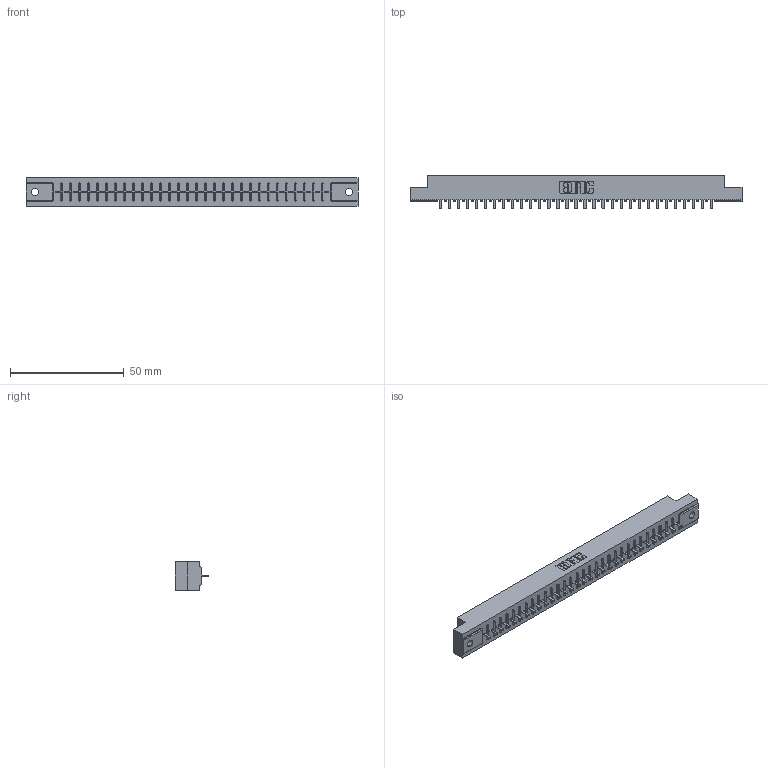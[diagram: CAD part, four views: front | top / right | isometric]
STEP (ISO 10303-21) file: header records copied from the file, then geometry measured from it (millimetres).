
FILE_DESCRIPTION (( 'STEP AP203' ), '1' );
FILE_NAME ('306-031-521-102.STEP', '2019-09-11T22:36:03', ( '' ), ( '' ), 'SwSTEP 2.0', 'SolidWorks 2016', '' );
FILE_SCHEMA (( 'CONFIG_CONTROL_DESIGN' ));
Length unit declared in the file: inch
Products named in the file (3): 306-290-001_121; 306-031-521-102; 306 Part_.128 Dia
Assembly tree (32 placements, depth 2):
  306-031-521-102
    306 Part_.128 Dia
    306-290-001_121  x31
Bounding box: 145.85 x 14.88 x 12.7 mm (x, y, z)
Volume: 15949.5 mm3; surface area: 15753.6 mm2
Topology: 32 solids, 32 shells, 2286 faces, 6423 edges, 4114 vertices
Faces by surface type: plane 1525, cylinder 637, sphere 124
Entity records: 30292 total; most frequent: CARTESIAN_POINT 5084, ORIENTED_EDGE 5038, DIRECTION 5015, EDGE_CURVE 2519, LINE 1965, VECTOR 1965, VERTEX_POINT 1594, AXIS2_PLACEMENT_3D 1525
